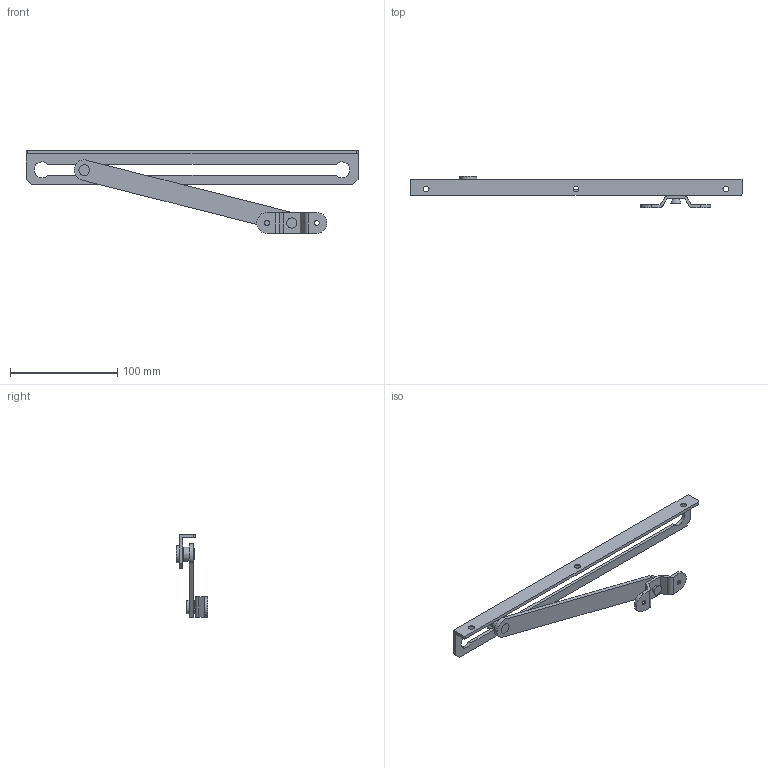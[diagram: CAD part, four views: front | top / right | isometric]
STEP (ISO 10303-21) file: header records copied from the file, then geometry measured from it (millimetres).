
FILE_DESCRIPTION(/* description */ (''),/* implementation_level */ '2;1');
FILE_NAME(/* name */ 'SY-317.stp',/* time_stamp */ '2023-09-14T10:05:37+09:00',/* author */ ('user'),/* organization */ (''),/* preprocessor_version */ 'ST-DEVELOPER v15.6',/* originating_system */ 'Autodesk Inventor 2015',/* authorisation */ '');
FILE_SCHEMA (('AUTOMOTIVE_DESIGN { 1 0 10303 214 3 1 1 }'));
Length unit declared in the file: millimetre
Products named in the file (7): SY-317_1; SY-317_B1; SY-317_B2; SY-317_2; SY-317_3; SY-317_W; SY-317
Bounding box: 310 x 29.5 x 77.36 mm (x, y, z)
Volume: 53415.1 mm3; surface area: 40292.2 mm2
Topology: 6 solids, 6 shells, 75 faces, 172 edges, 115 vertices
Faces by surface type: plane 40, cylinder 28, cone 7
Full cylindrical faces by diameter (mm): 4.5 x2, 5.5 x3, 6 x6, 10 x1, 12.5 x1, 13 x2, 16 x1
Entity records: 2166 total; most frequent: DIRECTION 380, CARTESIAN_POINT 336, ORIENTED_EDGE 282, AXIS2_PLACEMENT_3D 151, EDGE_CURVE 141, EDGE_LOOP 120, VERTEX_POINT 107, LINE 78
